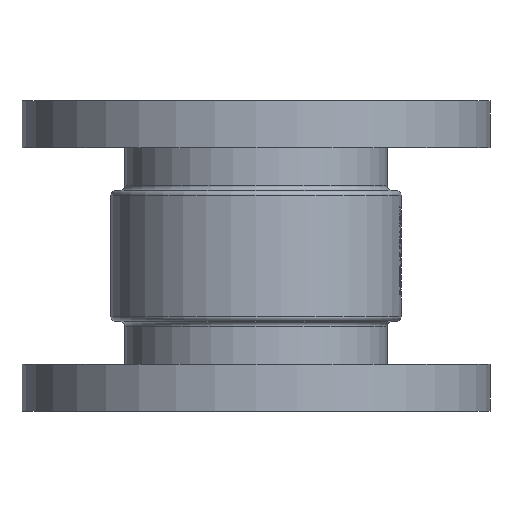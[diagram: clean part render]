
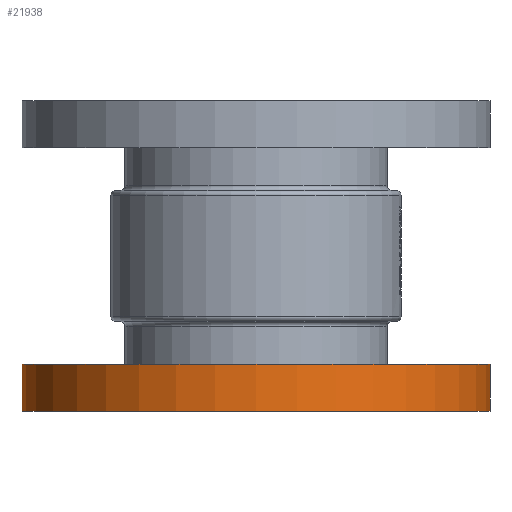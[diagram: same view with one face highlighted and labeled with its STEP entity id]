
A CAD part, front view. The second image highlights one B-rep face of the part: STEP entity #21938.
In plain terms, the highlighted cylindrical face has radius 150 mm (diameter 300 mm), a partial arc.
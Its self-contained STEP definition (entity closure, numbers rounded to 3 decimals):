
#354 = AXIS2_PLACEMENT_3D ( 'NONE', #10198, #3111, #17092 ) ;
#502 = VERTEX_POINT ( 'NONE', #29413 ) ;
#521 = CARTESIAN_POINT ( 'NONE',  ( -150., 0., -199. ) ) ;
#1920 = DIRECTION ( 'NONE',  ( 1., 0., 0. ) ) ;
#2232 = CARTESIAN_POINT ( 'NONE',  ( 150., 0., -199. ) ) ;
#3111 = DIRECTION ( 'NONE',  ( 0., 0., 1. ) ) ;
#3366 = AXIS2_PLACEMENT_3D ( 'NONE', #27695, #6685, #1920 ) ;
#3458 = EDGE_CURVE ( 'NONE', #502, #11059, #17256, .T. ) ;
#4176 = VECTOR ( 'NONE', #25123, 1000. ) ;
#4814 = ORIENTED_EDGE ( 'NONE', *, *, #28209, .T. ) ;
#5754 = CIRCLE ( 'NONE', #354, 150. ) ;
#6685 = DIRECTION ( 'NONE',  ( 0., 0., 1. ) ) ;
#6769 = ORIENTED_EDGE ( 'NONE', *, *, #17229, .F. ) ;
#8415 = CARTESIAN_POINT ( 'NONE',  ( 150., 0., -169. ) ) ;
#8527 = DIRECTION ( 'NONE',  ( 0., 0., -1. ) ) ;
#8881 = DIRECTION ( 'NONE',  ( 0., 0., -1. ) ) ;
#9010 = LINE ( 'NONE', #2232, #4176 ) ;
#9278 = CIRCLE ( 'NONE', #3366, 150. ) ;
#9879 = CARTESIAN_POINT ( 'NONE',  ( 150., 0., -199. ) ) ;
#10198 = CARTESIAN_POINT ( 'NONE',  ( 0., 0., -199. ) ) ;
#10882 = EDGE_CURVE ( 'NONE', #24407, #24994, #9010, .T. ) ;
#11022 = ORIENTED_EDGE ( 'NONE', *, *, #10882, .F. ) ;
#11059 = VERTEX_POINT ( 'NONE', #521 ) ;
#12511 = CARTESIAN_POINT ( 'NONE',  ( -150., 0., -199. ) ) ;
#15769 = CYLINDRICAL_SURFACE ( 'NONE', #24301, 150. ) ;
#17092 = DIRECTION ( 'NONE',  ( 1., 0., 0. ) ) ;
#17229 = EDGE_CURVE ( 'NONE', #502, #24407, #9278, .T. ) ;
#17256 = LINE ( 'NONE', #12511, #27163 ) ;
#18214 = FACE_OUTER_BOUND ( 'NONE', #27786, .T. ) ;
#21938 = ADVANCED_FACE ( 'NONE', ( #18214 ), #15769, .T. ) ;
#23002 = CARTESIAN_POINT ( 'NONE',  ( 0., 0., -199. ) ) ;
#24301 = AXIS2_PLACEMENT_3D ( 'NONE', #23002, #8881, #27287 ) ;
#24407 = VERTEX_POINT ( 'NONE', #8415 ) ;
#24994 = VERTEX_POINT ( 'NONE', #9879 ) ;
#25123 = DIRECTION ( 'NONE',  ( 0., 0., -1. ) ) ;
#27163 = VECTOR ( 'NONE', #8527, 1000. ) ;
#27287 = DIRECTION ( 'NONE',  ( 1., 0., 0. ) ) ;
#27695 = CARTESIAN_POINT ( 'NONE',  ( 0., 0., -169. ) ) ;
#27786 = EDGE_LOOP ( 'NONE', ( #6769, #28307, #4814, #11022 ) ) ;
#28209 = EDGE_CURVE ( 'NONE', #11059, #24994, #5754, .T. ) ;
#28307 = ORIENTED_EDGE ( 'NONE', *, *, #3458, .T. ) ;
#29413 = CARTESIAN_POINT ( 'NONE',  ( -150., 0., -169. ) ) ;
